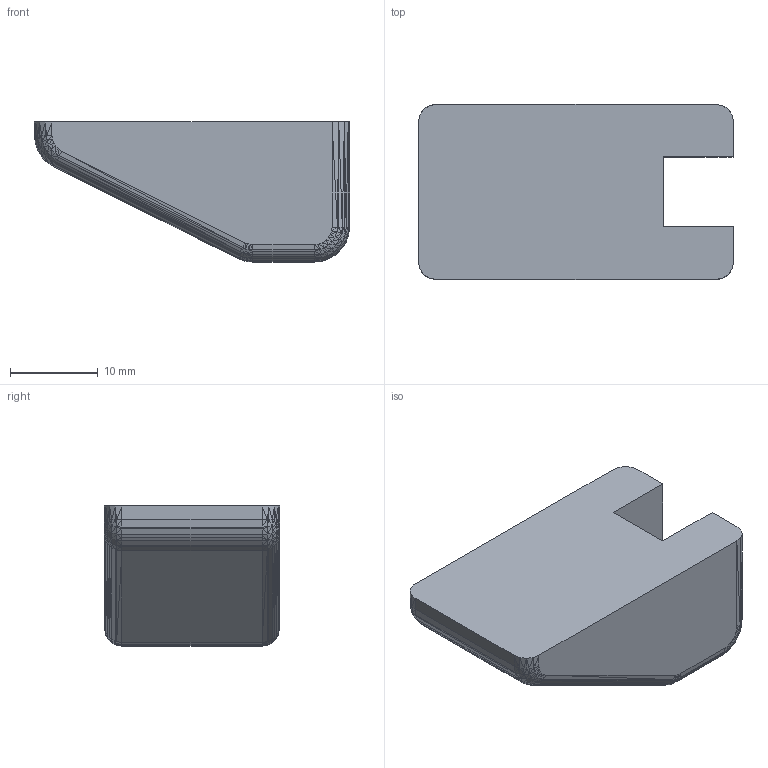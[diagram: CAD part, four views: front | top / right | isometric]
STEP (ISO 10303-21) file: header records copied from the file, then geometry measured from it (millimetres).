
FILE_DESCRIPTION(('FreeCAD Model'),'2;1');
FILE_NAME('Open CASCADE Shape Model','2024-12-23T14:16:15',(''),(''), 'Open CASCADE STEP processor 7.8','FreeCAD','Unknown');
FILE_SCHEMA(('AUTOMOTIVE_DESIGN { 1 0 10303 214 1 1 1 1 }'));
Length unit declared in the file: millimetre
Products named in the file (1): PART_8_EE hand001
Bounding box: 36 x 20 x 16 mm (x, y, z)
Volume: 7451.5 mm3; surface area: 2736.2 mm2
Topology: 1 solids, 1 shells, 499 faces, 803 edges, 306 vertices
Faces by surface type: plane 499
Entity records: 10255 total; most frequent: DIRECTION 1803, CARTESIAN_POINT 1609, ORIENTED_EDGE 1606, EDGE_CURVE 803, LINE 803, VECTOR 803, AXIS2_PLACEMENT_3D 500, ADVANCED_FACE 499
